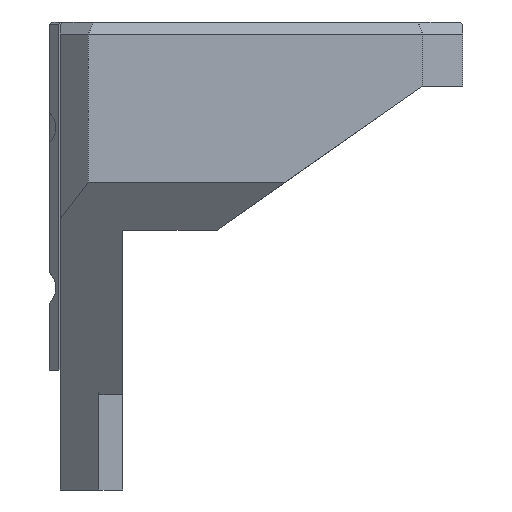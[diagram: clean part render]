
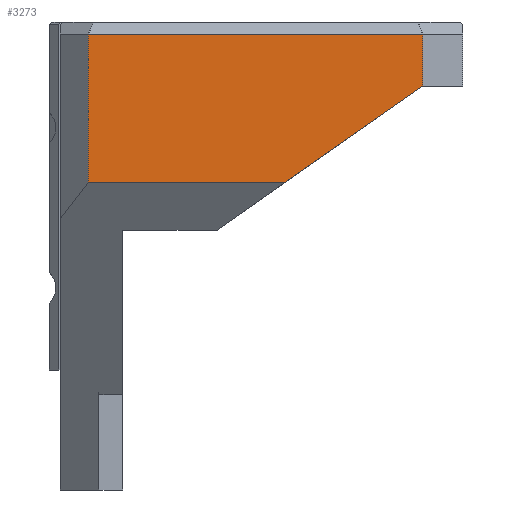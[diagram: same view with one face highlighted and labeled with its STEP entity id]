
A CAD part, left-side view. The second image highlights one B-rep face of the part: STEP entity #3273.
In plain terms, the highlighted planar face has unit normal (-1, 0, 0).
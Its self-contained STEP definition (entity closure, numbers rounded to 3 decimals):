
#72 = PLANE('',#73);
#73 = AXIS2_PLACEMENT_3D('',#74,#75,#76);
#74 = CARTESIAN_POINT('',(-204.75,136.5,58.795));
#75 = DIRECTION('',(-0.707,0.,0.707));
#76 = DIRECTION('',(0.,1.,0.));
#1026 = VERTEX_POINT('',#1027);
#1027 = CARTESIAN_POINT('',(-205.5,136.5,58.045));
#1041 = PLANE('',#1042);
#1042 = AXIS2_PLACEMENT_3D('',#1043,#1044,#1045);
#1043 = CARTESIAN_POINT('',(-203.75,138.25,59.545));
#1044 = DIRECTION('',(-0.707,0.707,0.));
#1045 = DIRECTION('',(0.,0.,1.));
#1129 = VERTEX_POINT('',#1130);
#1130 = CARTESIAN_POINT('',(-205.5,94.7,58.045));
#1151 = EDGE_CURVE('',#1026,#1129,#1152,.T.);
#1152 = SURFACE_CURVE('',#1153,(#1157,#1164),.PCURVE_S1.);
#1153 = LINE('',#1154,#1155);
#1154 = CARTESIAN_POINT('',(-205.5,136.5,58.045));
#1155 = VECTOR('',#1156,1.);
#1156 = DIRECTION('',(0.,-1.,0.));
#1157 = PCURVE('',#72,#1158);
#1158 = DEFINITIONAL_REPRESENTATION('',(#1159),#1163);
#1159 = LINE('',#1160,#1161);
#1160 = CARTESIAN_POINT('',(0.,1.061));
#1161 = VECTOR('',#1162,1.);
#1162 = DIRECTION('',(-1.,0.));
#1163 = ( GEOMETRIC_REPRESENTATION_CONTEXT(2) 
PARAMETRIC_REPRESENTATION_CONTEXT() REPRESENTATION_CONTEXT('2D SPACE',''
  ) );
#1164 = PCURVE('',#1165,#1170);
#1165 = PLANE('',#1166);
#1166 = AXIS2_PLACEMENT_3D('',#1167,#1168,#1169);
#1167 = CARTESIAN_POINT('',(-205.5,114.85,30.295));
#1168 = DIRECTION('',(-1.,0.,0.));
#1169 = DIRECTION('',(0.,0.,1.));
#1170 = DEFINITIONAL_REPRESENTATION('',(#1171),#1175);
#1171 = LINE('',#1172,#1173);
#1172 = CARTESIAN_POINT('',(27.75,21.65));
#1173 = VECTOR('',#1174,1.);
#1174 = DIRECTION('',(0.,-1.));
#1175 = ( GEOMETRIC_REPRESENTATION_CONTEXT(2) 
PARAMETRIC_REPRESENTATION_CONTEXT() REPRESENTATION_CONTEXT('2D SPACE',''
  ) );
#1300 = PLANE('',#1301);
#1301 = AXIS2_PLACEMENT_3D('',#1302,#1303,#1304);
#1302 = CARTESIAN_POINT('',(-203.,92.2,51.545));
#1303 = DIRECTION('',(-0.707,-0.707,0.));
#1304 = DIRECTION('',(0.,0.,-1.));
#3044 = PLANE('',#3045);
#3045 = AXIS2_PLACEMENT_3D('',#3046,#3047,#3048);
#3046 = CARTESIAN_POINT('',(-205.5,141.4,39.545));
#3047 = DIRECTION('',(0.795,0.,0.606));
#3048 = DIRECTION('',(0.606,0.,-0.795));
#3228 = EDGE_CURVE('',#1026,#3229,#3231,.T.);
#3229 = VERTEX_POINT('',#3230);
#3230 = CARTESIAN_POINT('',(-205.5,136.5,39.545));
#3231 = SURFACE_CURVE('',#3232,(#3236,#3243),.PCURVE_S1.);
#3232 = LINE('',#3233,#3234);
#3233 = CARTESIAN_POINT('',(-205.5,136.5,59.545));
#3234 = VECTOR('',#3235,1.);
#3235 = DIRECTION('',(0.,0.,-1.));
#3236 = PCURVE('',#1041,#3237);
#3237 = DEFINITIONAL_REPRESENTATION('',(#3238),#3242);
#3238 = LINE('',#3239,#3240);
#3239 = CARTESIAN_POINT('',(0.,-2.475));
#3240 = VECTOR('',#3241,1.);
#3241 = DIRECTION('',(-1.,0.));
#3242 = ( GEOMETRIC_REPRESENTATION_CONTEXT(2) 
PARAMETRIC_REPRESENTATION_CONTEXT() REPRESENTATION_CONTEXT('2D SPACE',''
  ) );
#3243 = PCURVE('',#1165,#3244);
#3244 = DEFINITIONAL_REPRESENTATION('',(#3245),#3249);
#3245 = LINE('',#3246,#3247);
#3246 = CARTESIAN_POINT('',(29.25,21.65));
#3247 = VECTOR('',#3248,1.);
#3248 = DIRECTION('',(-1.,0.));
#3249 = ( GEOMETRIC_REPRESENTATION_CONTEXT(2) 
PARAMETRIC_REPRESENTATION_CONTEXT() REPRESENTATION_CONTEXT('2D SPACE',''
  ) );
#3273 = ADVANCED_FACE('',(#3274),#1165,.T.);
#3274 = FACE_BOUND('',#3275,.T.);
#3275 = EDGE_LOOP('',(#3276,#3299,#3300,#3301,#3324));
#3276 = ORIENTED_EDGE('',*,*,#3277,.T.);
#3277 = EDGE_CURVE('',#3278,#1129,#3280,.T.);
#3278 = VERTEX_POINT('',#3279);
#3279 = CARTESIAN_POINT('',(-205.5,94.7,51.545));
#3280 = SURFACE_CURVE('',#3281,(#3285,#3292),.PCURVE_S1.);
#3281 = LINE('',#3282,#3283);
#3282 = CARTESIAN_POINT('',(-205.5,94.7,51.545));
#3283 = VECTOR('',#3284,1.);
#3284 = DIRECTION('',(0.,0.,1.));
#3285 = PCURVE('',#1165,#3286);
#3286 = DEFINITIONAL_REPRESENTATION('',(#3287),#3291);
#3287 = LINE('',#3288,#3289);
#3288 = CARTESIAN_POINT('',(21.25,-20.15));
#3289 = VECTOR('',#3290,1.);
#3290 = DIRECTION('',(1.,0.));
#3291 = ( GEOMETRIC_REPRESENTATION_CONTEXT(2) 
PARAMETRIC_REPRESENTATION_CONTEXT() REPRESENTATION_CONTEXT('2D SPACE',''
  ) );
#3292 = PCURVE('',#1300,#3293);
#3293 = DEFINITIONAL_REPRESENTATION('',(#3294),#3298);
#3294 = LINE('',#3295,#3296);
#3295 = CARTESIAN_POINT('',(0.,-3.536));
#3296 = VECTOR('',#3297,1.);
#3297 = DIRECTION('',(-1.,0.));
#3298 = ( GEOMETRIC_REPRESENTATION_CONTEXT(2) 
PARAMETRIC_REPRESENTATION_CONTEXT() REPRESENTATION_CONTEXT('2D SPACE',''
  ) );
#3299 = ORIENTED_EDGE('',*,*,#1151,.F.);
#3300 = ORIENTED_EDGE('',*,*,#3228,.T.);
#3301 = ORIENTED_EDGE('',*,*,#3302,.T.);
#3302 = EDGE_CURVE('',#3229,#3303,#3305,.T.);
#3303 = VERTEX_POINT('',#3304);
#3304 = CARTESIAN_POINT('',(-205.5,111.838,39.545));
#3305 = SURFACE_CURVE('',#3306,(#3310,#3317),.PCURVE_S1.);
#3306 = LINE('',#3307,#3308);
#3307 = CARTESIAN_POINT('',(-205.5,141.4,39.545));
#3308 = VECTOR('',#3309,1.);
#3309 = DIRECTION('',(0.,-1.,0.));
#3310 = PCURVE('',#1165,#3311);
#3311 = DEFINITIONAL_REPRESENTATION('',(#3312),#3316);
#3312 = LINE('',#3313,#3314);
#3313 = CARTESIAN_POINT('',(9.25,26.55));
#3314 = VECTOR('',#3315,1.);
#3315 = DIRECTION('',(0.,-1.));
#3316 = ( GEOMETRIC_REPRESENTATION_CONTEXT(2) 
PARAMETRIC_REPRESENTATION_CONTEXT() REPRESENTATION_CONTEXT('2D SPACE',''
  ) );
#3317 = PCURVE('',#3044,#3318);
#3318 = DEFINITIONAL_REPRESENTATION('',(#3319),#3323);
#3319 = LINE('',#3320,#3321);
#3320 = CARTESIAN_POINT('',(0.,0.));
#3321 = VECTOR('',#3322,1.);
#3322 = DIRECTION('',(0.,-1.));
#3323 = ( GEOMETRIC_REPRESENTATION_CONTEXT(2) 
PARAMETRIC_REPRESENTATION_CONTEXT() REPRESENTATION_CONTEXT('2D SPACE',''
  ) );
#3324 = ORIENTED_EDGE('',*,*,#3325,.T.);
#3325 = EDGE_CURVE('',#3303,#3278,#3326,.T.);
#3326 = SURFACE_CURVE('',#3327,(#3331,#3338),.PCURVE_S1.);
#3327 = LINE('',#3328,#3329);
#3328 = CARTESIAN_POINT('',(-205.5,106.453,43.316));
#3329 = VECTOR('',#3330,1.);
#3330 = DIRECTION('',(0.,-0.819,0.574));
#3331 = PCURVE('',#1165,#3332);
#3332 = DEFINITIONAL_REPRESENTATION('',(#3333),#3337);
#3333 = LINE('',#3334,#3335);
#3334 = CARTESIAN_POINT('',(13.021,-8.397));
#3335 = VECTOR('',#3336,1.);
#3336 = DIRECTION('',(0.574,-0.819));
#3337 = ( GEOMETRIC_REPRESENTATION_CONTEXT(2) 
PARAMETRIC_REPRESENTATION_CONTEXT() REPRESENTATION_CONTEXT('2D SPACE',''
  ) );
#3338 = PCURVE('',#3339,#3344);
#3339 = PLANE('',#3340);
#3340 = AXIS2_PLACEMENT_3D('',#3341,#3342,#3343);
#3341 = CARTESIAN_POINT('',(-150.,94.7,51.545));
#3342 = DIRECTION('',(0.,-0.574,-0.819));
#3343 = DIRECTION('',(0.,0.819,-0.574));
#3344 = DEFINITIONAL_REPRESENTATION('',(#3345),#3349);
#3345 = LINE('',#3346,#3347);
#3346 = CARTESIAN_POINT('',(14.347,-55.5));
#3347 = VECTOR('',#3348,1.);
#3348 = DIRECTION('',(-1.,0.));
#3349 = ( GEOMETRIC_REPRESENTATION_CONTEXT(2) 
PARAMETRIC_REPRESENTATION_CONTEXT() REPRESENTATION_CONTEXT('2D SPACE',''
  ) );
